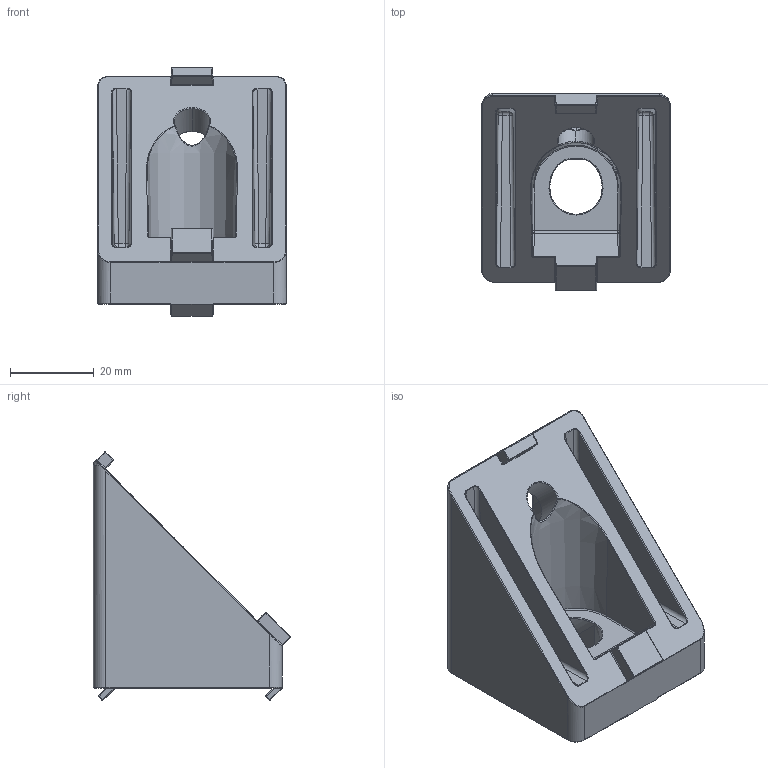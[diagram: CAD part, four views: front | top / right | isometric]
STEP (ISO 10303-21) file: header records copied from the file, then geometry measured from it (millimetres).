
FILE_DESCRIPTION (( 'STEP AP203' ), '1' );
FILE_NAME ('151246.step', '2021-06-03T16:40:54', ( '' ), ( '' ), 'SwSTEP 2.0', 'SolidWorks 2021', '' );
FILE_SCHEMA (( 'CONFIG_CONTROL_DESIGN' ));
Length unit declared in the file: millimetre
Products named in the file (1): 151246
Bounding box: 45 x 47 x 59.25 mm (x, y, z)
Volume: 43728.5 mm3; surface area: 16377.1 mm2
Topology: 1 solids, 1 shells, 289 faces, 665 edges, 365 vertices
Faces by surface type: cylinder 124, bspline 54, plane 53, sphere 40, torus 14, cone 4
Entity records: 10493 total; most frequent: CARTESIAN_POINT 4446, ORIENTED_EDGE 1286, DIRECTION 1227, EDGE_CURVE 643, AXIS2_PLACEMENT_3D 486, VERTEX_POINT 361, EDGE_LOOP 298, FACE_OUTER_BOUND 289
